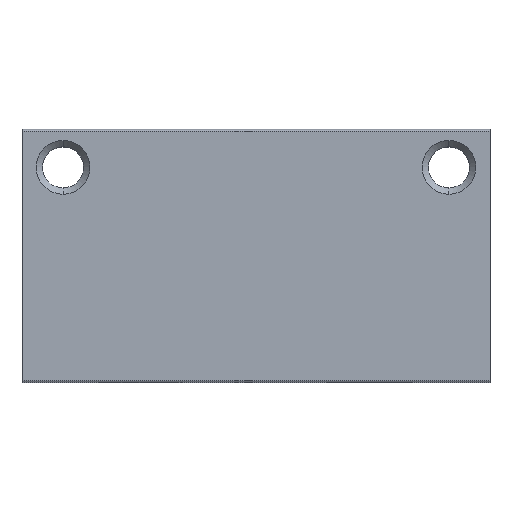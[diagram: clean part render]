
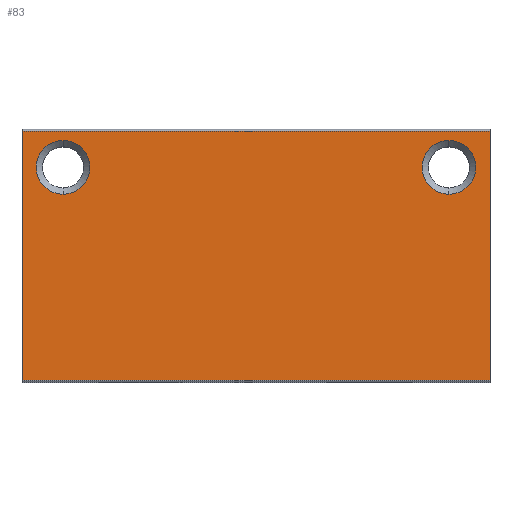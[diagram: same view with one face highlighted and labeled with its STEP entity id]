
A CAD part, top view. The second image highlights one B-rep face of the part: STEP entity #83.
In plain terms, the highlighted planar face has unit normal (0, 0, 1).
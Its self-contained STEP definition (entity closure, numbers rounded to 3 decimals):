
#83=ADVANCED_FACE('',(#196,#197,#198),#199,.T.);
#196=FACE_OUTER_BOUND('',#350,.T.);
#197=FACE_BOUND('',#351,.T.);
#198=FACE_BOUND('',#352,.T.);
#199=PLANE('',#353);
#350=EDGE_LOOP('',(#541,#542,#543,#544));
#351=EDGE_LOOP('',(#545,#546,#547));
#352=EDGE_LOOP('',(#548,#549,#550));
#353=AXIS2_PLACEMENT_3D('',#551,#552,#553);
#541=ORIENTED_EDGE('',*,*,#921,.T.);
#542=ORIENTED_EDGE('',*,*,#956,.T.);
#543=ORIENTED_EDGE('',*,*,#957,.T.);
#544=ORIENTED_EDGE('',*,*,#958,.T.);
#545=ORIENTED_EDGE('',*,*,#959,.T.);
#546=ORIENTED_EDGE('',*,*,#960,.T.);
#547=ORIENTED_EDGE('',*,*,#961,.T.);
#548=ORIENTED_EDGE('',*,*,#953,.T.);
#549=ORIENTED_EDGE('',*,*,#962,.T.);
#550=ORIENTED_EDGE('',*,*,#954,.T.);
#551=CARTESIAN_POINT('',(0.0,0.0,10.0));
#552=DIRECTION('',(0.0,0.0,1.0));
#553=DIRECTION('',(1.0,-0.0,0.0));
#921=EDGE_CURVE('',#1103,#1100,#1104,.T.);
#953=EDGE_CURVE('',#1161,#1159,#1162,.T.);
#954=EDGE_CURVE('',#1155,#1161,#1163,.T.);
#956=EDGE_CURVE('',#1100,#1165,#1166,.T.);
#957=EDGE_CURVE('',#1165,#1167,#1168,.T.);
#958=EDGE_CURVE('',#1167,#1103,#1169,.T.);
#959=EDGE_CURVE('',#1170,#1171,#1172,.T.);
#960=EDGE_CURVE('',#1171,#1173,#1174,.T.);
#961=EDGE_CURVE('',#1173,#1170,#1175,.T.);
#962=EDGE_CURVE('',#1159,#1155,#1176,.T.);
#1100=VERTEX_POINT('',#1365);
#1103=VERTEX_POINT('',#1368);
#1104=LINE('',#1369,#1370);
#1155=VERTEX_POINT('',#1452);
#1159=VERTEX_POINT('',#1457);
#1161=VERTEX_POINT('',#1460);
#1162=CIRCLE('',#1461,4.25);
#1163=CIRCLE('',#1462,4.25);
#1165=VERTEX_POINT('',#1464);
#1166=LINE('',#1465,#1466);
#1167=VERTEX_POINT('',#1467);
#1168=LINE('',#1468,#1469);
#1169=LINE('',#1470,#1471);
#1170=VERTEX_POINT('',#1472);
#1171=VERTEX_POINT('',#1473);
#1172=CIRCLE('',#1474,4.25);
#1173=VERTEX_POINT('',#1475);
#1174=CIRCLE('',#1476,4.25);
#1175=CIRCLE('',#1477,4.25);
#1176=CIRCLE('',#1478,4.25);
#1365=CARTESIAN_POINT('',(0.0,39.7,10.0));
#1368=CARTESIAN_POINT('',(74.0,39.7,10.0));
#1369=CARTESIAN_POINT('',(74.0,39.7,10.0));
#1370=VECTOR('',#1850,74.0);
#1452=CARTESIAN_POINT('',(6.5,29.75,10.0));
#1457=CARTESIAN_POINT('',(6.5,38.25,10.0));
#1460=CARTESIAN_POINT('',(2.25,34.0,10.0));
#1461=AXIS2_PLACEMENT_3D('',#1904,#1905,#1906);
#1462=AXIS2_PLACEMENT_3D('',#1907,#1908,#1909);
#1464=CARTESIAN_POINT('',(0.0,0.3,10.0));
#1465=CARTESIAN_POINT('',(0.0,39.7,10.0));
#1466=VECTOR('',#1910,39.4);
#1467=CARTESIAN_POINT('',(74.0,0.3,10.0));
#1468=CARTESIAN_POINT('',(0.0,0.3,10.0));
#1469=VECTOR('',#1911,74.0);
#1470=CARTESIAN_POINT('',(74.0,0.3,10.0));
#1471=VECTOR('',#1912,39.4);
#1472=CARTESIAN_POINT('',(63.25,34.0,10.0));
#1473=CARTESIAN_POINT('',(67.5,38.25,10.0));
#1474=AXIS2_PLACEMENT_3D('',#1913,#1914,#1915);
#1475=CARTESIAN_POINT('',(67.5,29.75,10.0));
#1476=AXIS2_PLACEMENT_3D('',#1916,#1917,#1918);
#1477=AXIS2_PLACEMENT_3D('',#1919,#1920,#1921);
#1478=AXIS2_PLACEMENT_3D('',#1922,#1923,#1924);
#1850=DIRECTION('',(-1.0,0.0,0.0));
#1904=CARTESIAN_POINT('',(6.5,34.0,10.0));
#1905=DIRECTION('',(0.0,0.0,-1.0));
#1906=DIRECTION('',(0.0,-1.0,0.0));
#1907=CARTESIAN_POINT('',(6.5,34.0,10.0));
#1908=DIRECTION('',(0.0,0.0,-1.0));
#1909=DIRECTION('',(0.0,-1.0,0.0));
#1910=DIRECTION('',(0.0,-1.0,0.0));
#1911=DIRECTION('',(1.0,0.0,0.0));
#1912=DIRECTION('',(0.0,1.0,0.0));
#1913=CARTESIAN_POINT('',(67.5,34.0,10.0));
#1914=DIRECTION('',(0.0,0.0,-1.0));
#1915=DIRECTION('',(0.0,-1.0,0.0));
#1916=CARTESIAN_POINT('',(67.5,34.0,10.0));
#1917=DIRECTION('',(0.0,0.0,-1.0));
#1918=DIRECTION('',(0.0,-1.0,0.0));
#1919=CARTESIAN_POINT('',(67.5,34.0,10.0));
#1920=DIRECTION('',(0.0,0.0,-1.0));
#1921=DIRECTION('',(0.0,-1.0,0.0));
#1922=CARTESIAN_POINT('',(6.5,34.0,10.0));
#1923=DIRECTION('',(0.0,0.0,-1.0));
#1924=DIRECTION('',(0.0,-1.0,0.0));
